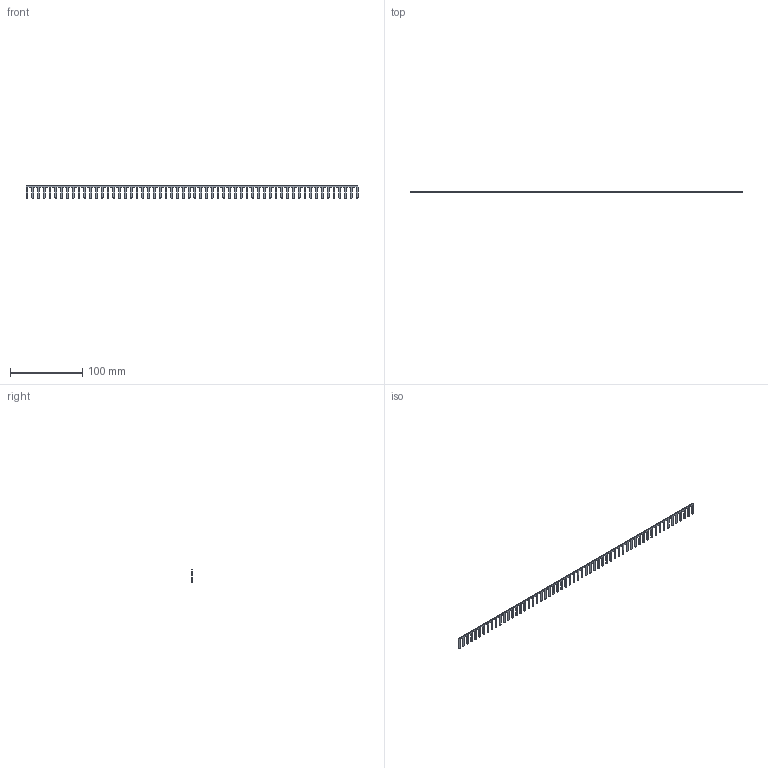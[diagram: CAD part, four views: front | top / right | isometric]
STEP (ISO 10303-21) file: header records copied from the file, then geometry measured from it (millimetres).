
FILE_DESCRIPTION(('CATIA V5R24 STEP','CAx-IF Rec.Pracs.--- Model Styling and Organization---1.2---2011-12-15'),'2;1');
FILE_NAME ('D1446024_0_0545400000_0545400000.stp','2017-03-01T07:53:21+00:00',('none'),('Weidmueller'),'CATIA Version 5-6 Release 2014 SP4 HF52','CATIA V5 STEP AP214','none');
FILE_SCHEMA(('AUTOMOTIVE_DESIGN { 1 0 10303 214 1 1 1 1 }'));
Length unit declared in the file: millimetre
Products named in the file (1): v5-standard_part
Bounding box: 458.5 x 0.8 x 17.5 mm (x, y, z)
Volume: 2625 mm3; surface area: 8641.7 mm2
Topology: 1 solids, 1 shells, 236 faces, 702 edges, 468 vertices
Faces by surface type: plane 178, cylinder 58
Entity records: 7505 total; most frequent: ORIENTED_EDGE 1404, CARTESIAN_POINT 1354, DIRECTION 1068, EDGE_CURVE 702, VECTOR 586, LINE 586, VERTEX_POINT 468, AXIS2_PLACEMENT_3D 300
